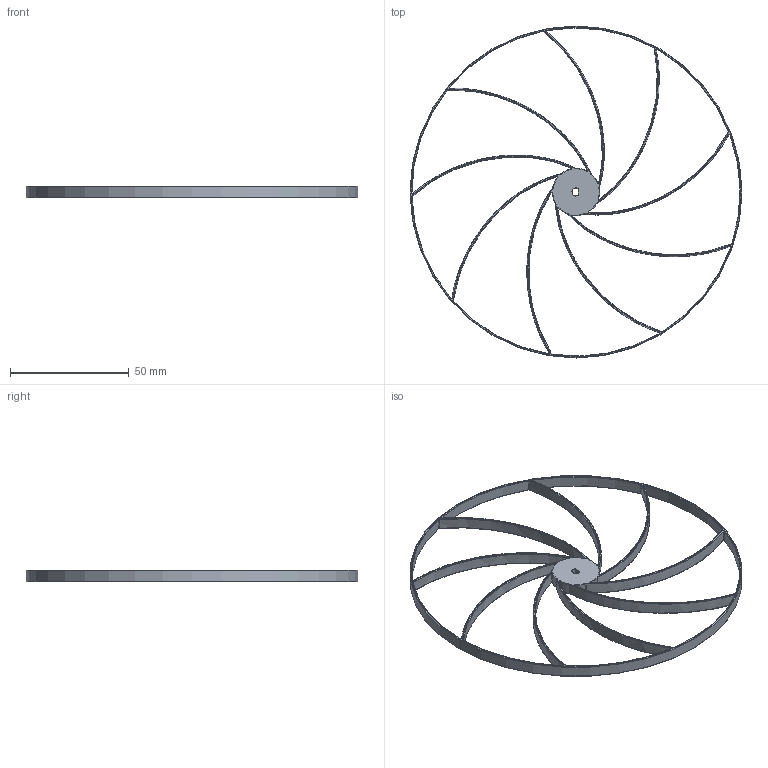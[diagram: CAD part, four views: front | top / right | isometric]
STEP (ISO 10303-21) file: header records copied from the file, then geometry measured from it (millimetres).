
FILE_DESCRIPTION(/* description */ (''),/* implementation_level */ '2;1');
FILE_NAME(/* name */ 'RoverSmallerStruts v3.step',/* time_stamp */ '2018-11-14T20:18:11+00:00',/* author */ ('charles.freestone'),/* organization */ (''),/* preprocessor_version */ 'ST-DEVELOPER v17.2',/* originating_system */ 'Autodesk Translation Framework v7.6.0.251',/* authorisation */ '');
FILE_SCHEMA (('AUTOMOTIVE_DESIGN { 1 0 10303 214 3 1 1 }'));
Length unit declared in the file: millimetre
Products named in the file (1): RoverSmallerStruts
Bounding box: 140 x 140 x 5 mm (x, y, z)
Volume: 5641 mm3; surface area: 13105.4 mm2
Topology: 1 solids, 1 shells, 223 faces, 590 edges, 369 vertices
Faces by surface type: bspline 162, torus 38, cylinder 20, plane 3
Full cylindrical faces by diameter (mm): 140 x1
Entity records: 12070 total; most frequent: CARTESIAN_POINT 7510, ORIENTED_EDGE 1180, EDGE_CURVE 590, DIRECTION 579, VERTEX_POINT 369, B_SPLINE_CURVE_WITH_KNOTS 360, AXIS2_PLACEMENT_3D 287, EDGE_LOOP 243
